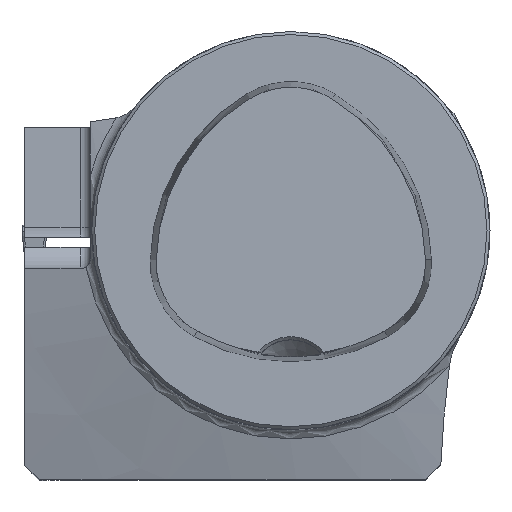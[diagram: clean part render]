
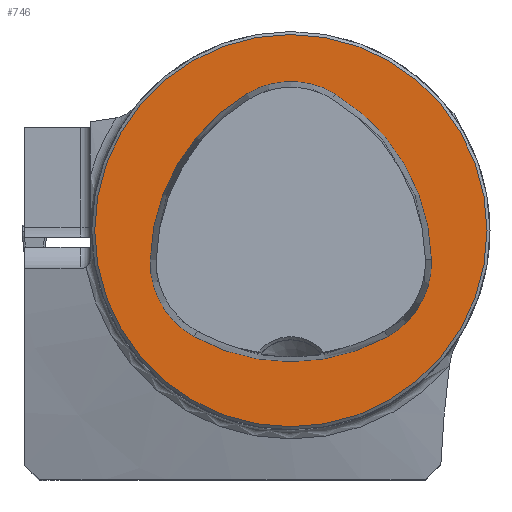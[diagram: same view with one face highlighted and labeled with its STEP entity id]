
A CAD part, top view. The second image highlights one B-rep face of the part: STEP entity #746.
In plain terms, the highlighted planar face has unit normal (0, 0, 1).
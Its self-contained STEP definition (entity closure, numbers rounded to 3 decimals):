
#154=FACE_BOUND('',#1083,.T.);
#155=FACE_BOUND('',#1084,.T.);
#245=PLANE('',#3057);
#746=ADVANCED_FACE('CU_FL_N1_SU_1',(#154,#155),#245,.T.);
#1083=EDGE_LOOP('',(#1530,#1531,#1532,#1533,#1534,#1535));
#1084=EDGE_LOOP('',(#1536));
#1243=CIRCLE('',#3048,20.063);
#1245=CIRCLE('',#3051,20.063);
#1246=CIRCLE('',#3052,8.563);
#1247=CIRCLE('',#3053,20.063);
#1248=CIRCLE('',#3054,8.563);
#1249=CIRCLE('',#3055,8.563);
#1250=CIRCLE('',#3056,19.7);
#1530=ORIENTED_EDGE('',*,*,#2593,.F.);
#1531=ORIENTED_EDGE('',*,*,#2594,.F.);
#1532=ORIENTED_EDGE('',*,*,#2595,.F.);
#1533=ORIENTED_EDGE('',*,*,#2596,.F.);
#1534=ORIENTED_EDGE('',*,*,#2590,.F.);
#1535=ORIENTED_EDGE('',*,*,#2597,.F.);
#1536=ORIENTED_EDGE('',*,*,#2598,.T.);
#2284=VERTEX_POINT('',#4668);
#2285=VERTEX_POINT('',#4670);
#2287=VERTEX_POINT('',#4676);
#2288=VERTEX_POINT('',#4677);
#2289=VERTEX_POINT('',#4679);
#2290=VERTEX_POINT('',#4681);
#2291=VERTEX_POINT('',#4685);
#2590=EDGE_CURVE('',#2284,#2285,#1243,.T.);
#2593=EDGE_CURVE('',#2287,#2288,#1245,.T.);
#2594=EDGE_CURVE('',#2289,#2287,#1246,.T.);
#2595=EDGE_CURVE('',#2290,#2289,#1247,.T.);
#2596=EDGE_CURVE('',#2285,#2290,#1248,.T.);
#2597=EDGE_CURVE('',#2288,#2284,#1249,.T.);
#2598=EDGE_CURVE('',#2291,#2291,#1250,.T.);
#3048=AXIS2_PLACEMENT_3D('',#4669,#3458,#3459);
#3051=AXIS2_PLACEMENT_3D('',#4675,#3465,#3466);
#3052=AXIS2_PLACEMENT_3D('',#4678,#3467,#3468);
#3053=AXIS2_PLACEMENT_3D('',#4680,#3469,#3470);
#3054=AXIS2_PLACEMENT_3D('',#4682,#3471,#3472);
#3055=AXIS2_PLACEMENT_3D('',#4683,#3473,#3474);
#3056=AXIS2_PLACEMENT_3D('',#4684,#3475,#3476);
#3057=AXIS2_PLACEMENT_3D('',#4686,#3477,#3478);
#3458=DIRECTION('',(0.,0.,1.));
#3459=DIRECTION('',(1.,0.,0.));
#3465=DIRECTION('',(0.,0.,1.));
#3466=DIRECTION('',(1.,0.,0.));
#3467=DIRECTION('',(0.,0.,1.));
#3468=DIRECTION('',(1.,0.,0.));
#3469=DIRECTION('',(0.,0.,1.));
#3470=DIRECTION('',(1.,0.,0.));
#3471=DIRECTION('',(0.,0.,1.));
#3472=DIRECTION('',(1.,0.,0.));
#3473=DIRECTION('',(0.,0.,1.));
#3474=DIRECTION('',(1.,0.,0.));
#3475=DIRECTION('',(0.,0.,1.));
#3476=DIRECTION('',(1.,0.,0.));
#3477=DIRECTION('',(0.,0.,1.));
#3478=DIRECTION('',(1.,0.,0.));
#4668=CARTESIAN_POINT('',(-9.704,-10.66,0.));
#4669=CARTESIAN_POINT('',(0.,6.9,0.));
#4670=CARTESIAN_POINT('',(9.704,-10.66,0.));
#4675=CARTESIAN_POINT('',(5.934,-3.451,0.));
#4676=CARTESIAN_POINT('',(-4.418,13.735,0.));
#4677=CARTESIAN_POINT('',(-14.123,-2.953,0.));
#4678=CARTESIAN_POINT('',(0.,6.4,0.));
#4679=CARTESIAN_POINT('',(4.418,13.735,0.));
#4680=CARTESIAN_POINT('',(-5.934,-3.451,0.));
#4681=CARTESIAN_POINT('',(14.123,-2.953,0.));
#4682=CARTESIAN_POINT('',(5.562,-3.165,0.));
#4683=CARTESIAN_POINT('',(-5.562,-3.165,0.));
#4684=CARTESIAN_POINT('',(0.,0.,0.));
#4685=CARTESIAN_POINT('',(19.7,0.,0.));
#4686=CARTESIAN_POINT('',(0.,0.,0.));
